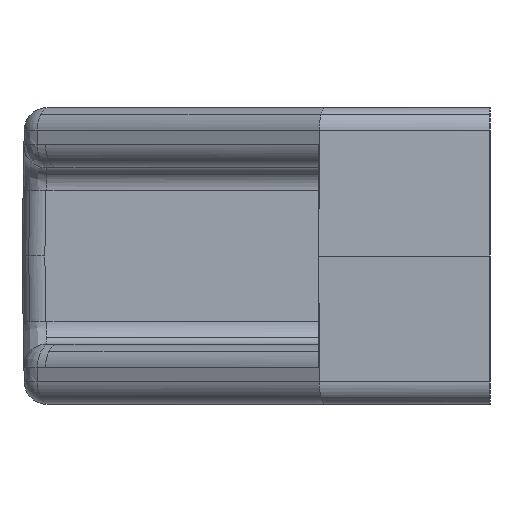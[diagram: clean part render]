
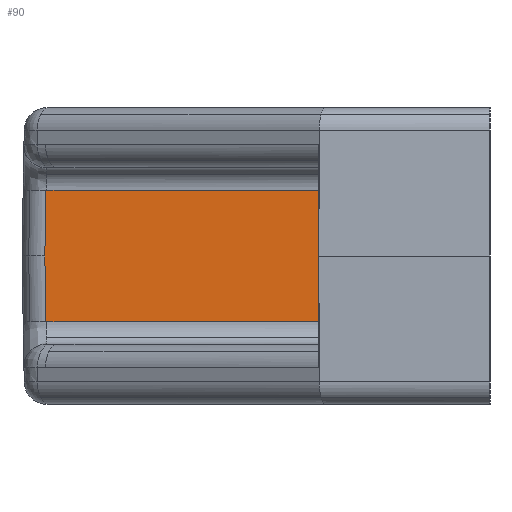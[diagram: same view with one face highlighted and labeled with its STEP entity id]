
A CAD part, left-side view. The second image highlights one B-rep face of the part: STEP entity #90.
In plain terms, the highlighted planar face has unit normal (-1, 0, 0).
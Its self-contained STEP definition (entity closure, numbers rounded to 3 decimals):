
#90=ADVANCED_FACE('',(#257),#258,.F.);
#257=FACE_OUTER_BOUND('',#991,.T.);
#258=PLANE('',#992);
#991=EDGE_LOOP('',(#1906,#1907,#1908,#1909,#1910));
#992=AXIS2_PLACEMENT_3D('',#1911,#1912,#1913);
#1906=ORIENTED_EDGE('',*,*,#2664,.F.);
#1907=ORIENTED_EDGE('',*,*,#2668,.F.);
#1908=ORIENTED_EDGE('',*,*,#2646,.F.);
#1909=ORIENTED_EDGE('',*,*,#2697,.F.);
#1910=ORIENTED_EDGE('',*,*,#2695,.F.);
#1911=CARTESIAN_POINT('',(7.75,15.0,-7.75));
#1912=DIRECTION('',(1.0,0.0,0.));
#1913=DIRECTION('',(0.,0.0,-1.0));
#2646=EDGE_CURVE('',#3045,#3047,#3048,.T.);
#2664=EDGE_CURVE('',#3080,#3082,#3083,.T.);
#2668=EDGE_CURVE('',#3047,#3080,#3088,.T.);
#2695=EDGE_CURVE('',#3082,#3128,#3129,.T.);
#2697=EDGE_CURVE('',#3128,#3045,#3131,.T.);
#3045=VERTEX_POINT('',#3593);
#3047=VERTEX_POINT('',#3595);
#3048=LINE('',#3596,#3597);
#3080=VERTEX_POINT('',#3645);
#3082=VERTEX_POINT('',#3647);
#3083=LINE('',#3648,#3649);
#3088=LINE('',#3655,#3656);
#3128=VERTEX_POINT('',#3734);
#3129=LINE('',#3735,#3736);
#3131=LINE('',#3738,#3739);
#3593=CARTESIAN_POINT('',(7.75,15.0,-5.75));
#3595=CARTESIAN_POINT('',(7.75,38.899,-5.75));
#3596=CARTESIAN_POINT('',(7.75,15.0,-5.75));
#3597=VECTOR('',#4245,10.0);
#3645=CARTESIAN_POINT('',(7.75,39.,0.));
#3647=CARTESIAN_POINT('',(7.75,38.899,5.75));
#3648=CARTESIAN_POINT('',(7.75,39.064,-3.682));
#3649=VECTOR('',#4280,10.0);
#3655=CARTESIAN_POINT('',(7.75,38.929,-4.066));
#3656=VECTOR('',#4288,10.0);
#3734=CARTESIAN_POINT('',(7.75,15.0,5.75));
#3735=CARTESIAN_POINT('',(7.75,15.0,5.75));
#3736=VECTOR('',#4348,10.0);
#3738=CARTESIAN_POINT('',(7.75,15.0,7.75));
#3739=VECTOR('',#4352,10.0);
#4245=DIRECTION('',(0.0,1.0,0.0));
#4280=DIRECTION('',(0.,-0.017,1.));
#4288=DIRECTION('',(0.,0.017,1.));
#4348=DIRECTION('',(-0.0,-1.0,-0.0));
#4352=DIRECTION('',(0.,0.0,-1.0));
